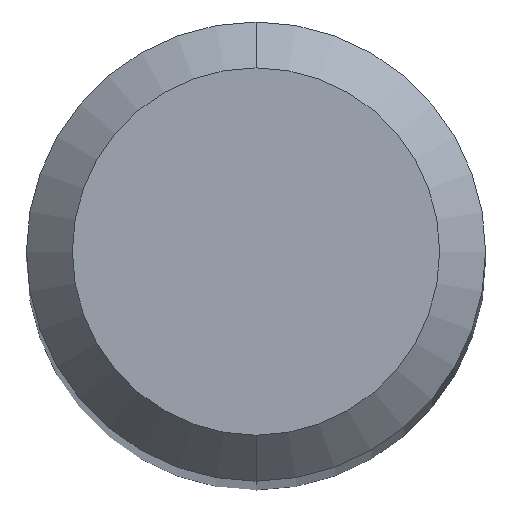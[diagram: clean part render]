
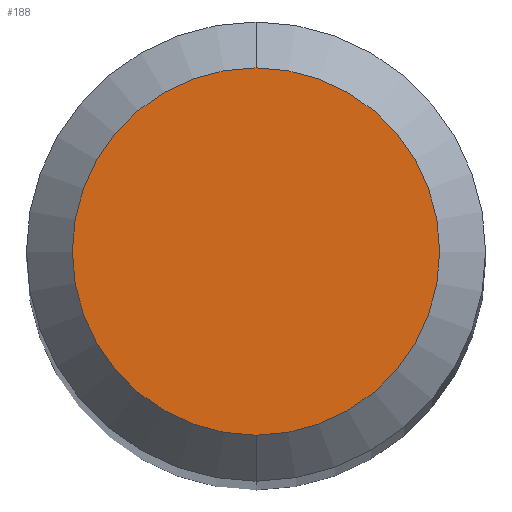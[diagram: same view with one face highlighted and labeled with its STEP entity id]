
A CAD part, top view. The second image highlights one B-rep face of the part: STEP entity #188.
In plain terms, the highlighted planar face has unit normal (0, 0, 1).
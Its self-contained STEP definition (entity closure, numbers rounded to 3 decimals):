
#142=VERTEX_POINT('',#304);
#150=VERTEX_POINT('',#313);
#188=ADVANCED_FACE('',(#352),#353,.T.);
#204=EDGE_CURVE('',#150,#142,#371,.T.);
#206=EDGE_CURVE('',#142,#150,#373,.T.);
#304=CARTESIAN_POINT('',(0.,-1.2,0.0));
#313=CARTESIAN_POINT('',(0.0,1.2,0.0));
#352=FACE_OUTER_BOUND('',#547,.T.);
#353=PLANE('',#548);
#371=CIRCLE('',#570,1.2);
#373=CIRCLE('',#573,1.2);
#547=EDGE_LOOP('',(#726,#727));
#548=AXIS2_PLACEMENT_3D('',#728,#729,#730);
#570=AXIS2_PLACEMENT_3D('',#749,#750,#751);
#573=AXIS2_PLACEMENT_3D('',#752,#753,#754);
#726=ORIENTED_EDGE('',*,*,#204,.F.);
#727=ORIENTED_EDGE('',*,*,#206,.F.);
#728=CARTESIAN_POINT('',(0.0,0.6,0.0));
#729=DIRECTION('',(-0.0,0.0,1.0));
#730=DIRECTION('',(0.0,-1.0,0.0));
#749=CARTESIAN_POINT('',(0.0,0.0,0.0));
#750=DIRECTION('',(0.0,0.0,-1.0));
#751=DIRECTION('',(0.0,1.0,0.0));
#752=CARTESIAN_POINT('',(0.0,0.0,0.0));
#753=DIRECTION('',(0.0,0.0,-1.0));
#754=DIRECTION('',(0.0,1.0,0.0));
